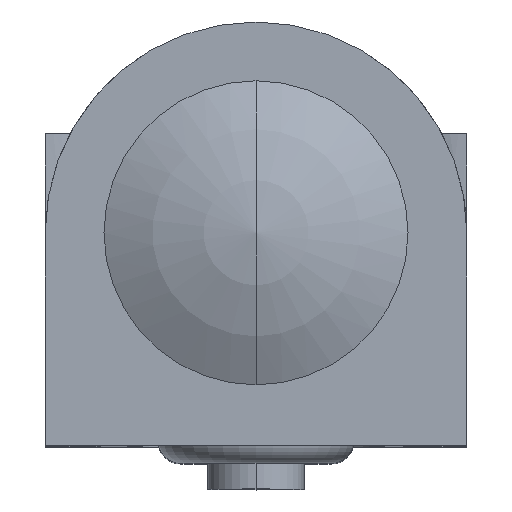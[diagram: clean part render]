
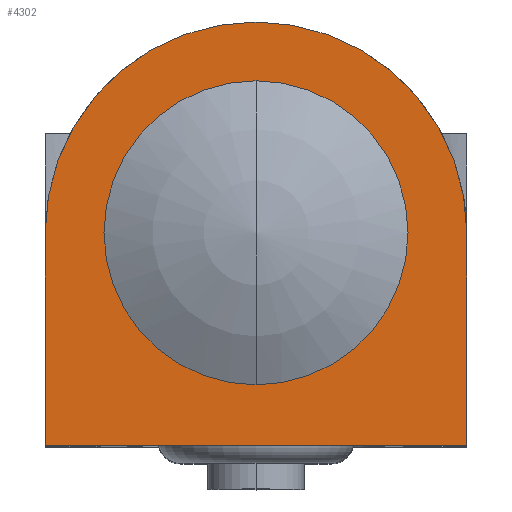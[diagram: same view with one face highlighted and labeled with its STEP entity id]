
A CAD part, top view. The second image highlights one B-rep face of the part: STEP entity #4302.
In plain terms, the highlighted planar face has unit normal (0, 0, 1).
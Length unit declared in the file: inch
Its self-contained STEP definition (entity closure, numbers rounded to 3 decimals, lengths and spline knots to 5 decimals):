
#3700 = EDGE_CURVE ( 'NONE', #3758, #3764, #18410, .T. ) ;
#3758 = VERTEX_POINT ( 'NONE', #19125 ) ;
#3764 = VERTEX_POINT ( 'NONE', #18970 ) ;
#3800 = VERTEX_POINT ( 'NONE', #12261 ) ;
#3803 = EDGE_CURVE ( 'NONE', #3800, #3977, #12311, .T. ) ;
#3977 = VERTEX_POINT ( 'NONE', #19164 ) ;
#4033 = VERTEX_POINT ( 'NONE', #19370 ) ;
#4048 = VERTEX_POINT ( 'NONE', #4888 ) ;
#4051 = EDGE_CURVE ( 'NONE', #4033, #4048, #4881, .T. ) ;
#4280 = ORIENTED_EDGE ( 'NONE', *, *, #4051, .T. ) ;
#4282 = EDGE_CURVE ( 'NONE', #3764, #4033, #19861, .T. ) ;
#4283 = EDGE_LOOP ( 'NONE', ( #4280, #4343, #4346, #4344 ) ) ;
#4287 = ORIENTED_EDGE ( 'NONE', *, *, #4301, .F. ) ;
#4301 = EDGE_CURVE ( 'NONE', #3977, #3800, #19844, .T. ) ;
#4302 = ADVANCED_FACE ( 'NONE', ( #19814, #19849 ), #19857, .T. ) ;
#4303 = ORIENTED_EDGE ( 'NONE', *, *, #3803, .F. ) ;
#4319 = EDGE_CURVE ( 'NONE', #4048, #3758, #19868, .T. ) ;
#4340 = EDGE_LOOP ( 'NONE', ( #4287, #4303 ) ) ;
#4343 = ORIENTED_EDGE ( 'NONE', *, *, #4319, .T. ) ;
#4344 = ORIENTED_EDGE ( 'NONE', *, *, #4282, .T. ) ;
#4346 = ORIENTED_EDGE ( 'NONE', *, *, #3700, .T. ) ;
#4878 = CARTESIAN_POINT ( 'NONE',  ( 0., 0., 0.566 ) ) ;
#4881 = CIRCLE ( 'NONE', #4898, 0.147 ) ;
#4888 = CARTESIAN_POINT ( 'NONE',  ( -0.147, 0., 0.566 ) ) ;
#4898 = AXIS2_PLACEMENT_3D ( 'NONE', #4878, #4994, #4993 ) ;
#4993 = DIRECTION ( 'NONE',  ( 1., 0., 0. ) ) ;
#4994 = DIRECTION ( 'NONE',  ( 0., 0., 1. ) ) ;
#12261 = CARTESIAN_POINT ( 'NONE',  ( 0., -0.106, 0.566 ) ) ;
#12300 = DIRECTION ( 'NONE',  ( 1., 0., 0. ) ) ;
#12301 = DIRECTION ( 'NONE',  ( 0., 0., 1. ) ) ;
#12302 = AXIS2_PLACEMENT_3D ( 'NONE', #12309, #12301, #12300 ) ;
#12309 = CARTESIAN_POINT ( 'NONE',  ( 0., 0., 0.566 ) ) ;
#12311 = CIRCLE ( 'NONE', #12302, 0.106 ) ;
#18365 = CARTESIAN_POINT ( 'NONE',  ( -0.147, -0.1485, 0.566 ) ) ;
#18408 = DIRECTION ( 'NONE',  ( 1., 0., 0. ) ) ;
#18410 = LINE ( 'NONE', #18365, #18411 ) ;
#18411 = VECTOR ( 'NONE', #18408, 39.37008 ) ;
#18970 = CARTESIAN_POINT ( 'NONE',  ( 0.147, -0.1485, 0.566 ) ) ;
#19125 = CARTESIAN_POINT ( 'NONE',  ( -0.147, -0.1485, 0.566 ) ) ;
#19164 = CARTESIAN_POINT ( 'NONE',  ( 0., 0.106, 0.566 ) ) ;
#19370 = CARTESIAN_POINT ( 'NONE',  ( 0.147, 0., 0.566 ) ) ;
#19814 = FACE_BOUND ( 'NONE', #4340, .T. ) ;
#19835 = DIRECTION ( 'NONE',  ( 0., 0., 1. ) ) ;
#19836 = CARTESIAN_POINT ( 'NONE',  ( 0., 0., 0.566 ) ) ;
#19839 = DIRECTION ( 'NONE',  ( 1., 0., 0. ) ) ;
#19840 = DIRECTION ( 'NONE',  ( 0., 0., 1. ) ) ;
#19841 = CARTESIAN_POINT ( 'NONE',  ( 0., 0., 0.566 ) ) ;
#19842 = AXIS2_PLACEMENT_3D ( 'NONE', #19841, #19840, #19839 ) ;
#19844 = CIRCLE ( 'NONE', #19842, 0.106 ) ;
#19849 = FACE_OUTER_BOUND ( 'NONE', #4283, .T. ) ;
#19856 = AXIS2_PLACEMENT_3D ( 'NONE', #19836, #19835, #19895 ) ;
#19857 = PLANE ( 'NONE',  #19856 ) ;
#19858 = DIRECTION ( 'NONE',  ( 0., 1., 0. ) ) ;
#19859 = VECTOR ( 'NONE', #19858, 39.37008 ) ;
#19860 = CARTESIAN_POINT ( 'NONE',  ( 0.147, 0., 0.566 ) ) ;
#19861 = LINE ( 'NONE', #19860, #19859 ) ;
#19868 = LINE ( 'NONE', #19928, #19927 ) ;
#19895 = DIRECTION ( 'NONE',  ( 1., 0., 0. ) ) ;
#19926 = DIRECTION ( 'NONE',  ( 0., -1., 0. ) ) ;
#19927 = VECTOR ( 'NONE', #19926, 39.37008 ) ;
#19928 = CARTESIAN_POINT ( 'NONE',  ( -0.147, 0., 0.566 ) ) ;
